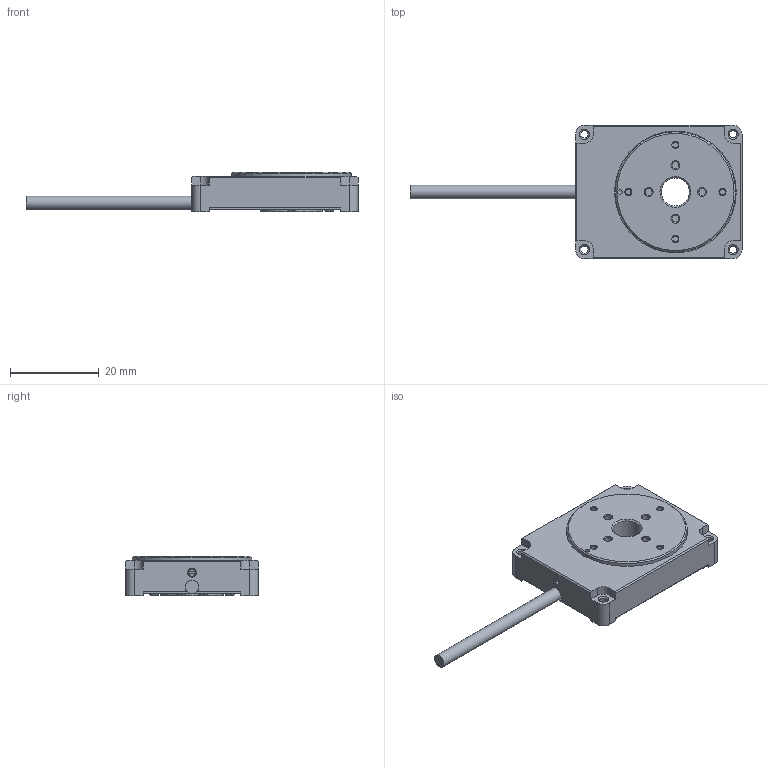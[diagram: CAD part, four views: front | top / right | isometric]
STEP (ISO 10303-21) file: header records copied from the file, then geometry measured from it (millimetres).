
FILE_DESCRIPTION(/* description */ (''),/* implementation_level */ '2;1');
FILE_NAME(/* name */ 'XRT-U-25_assy_A2.stp',/* time_stamp */ '2024-10-03T13:52:54+02:00',/* author */ (''),/* organization */ (''),/* preprocessor_version */ 'ST-DEVELOPER v16',/* originating_system */ 'SIEMENS PLM Software NX 10.0',/* authorisation */ '');
FILE_SCHEMA (('AUTOMOTIVE_DESIGN { 1 0 10303 214 3 1 1 1 }'));
Length unit declared in the file: millimetre
Products named in the file (7): cable_D3.0; SSME-BR-M2-3_214_step; CSPPN1P-SUS-M1_4-2_5_214_step; Bottom_plate_1001_025_004_A; Rotor_1001_025_002_A; Body_1001_025_003_A2; Assy_1001_025_000_A2
Assembly tree (12 placements, depth 2):
  Assy_1001_025_000_A2
    Body_1001_025_003_A2
    Rotor_1001_025_002_A
    Bottom_plate_1001_025_004_A
    CSPPN1P-SUS-M1_4-2_5_214_step  x7
    SSME-BR-M2-3_214_step
    cable_D3.0
Bounding box: 74.8 x 30 x 8.9 mm (x, y, z)
Volume: 8157.2 mm3; surface area: 7708.2 mm2
Topology: 12 solids, 12 shells, 370 faces, 937 edges, 601 vertices
Faces by surface type: plane 197, cylinder 70, cone 61, torus 42
Full cylindrical faces by diameter (mm): 1 x1, 1.25 x6, 1.5 x5, 1.6 x5, 1.675 x4, 3 x1, 6.35 x1, 10 x1, 10.7 x1, 14 x1, 14.2 x1, 27 x1, 27.4 x1
Entity records: 5540 total; most frequent: CARTESIAN_POINT 952, DIRECTION 949, ORIENTED_EDGE 808, EDGE_CURVE 404, AXIS2_PLACEMENT_3D 366, VERTEX_POINT 297, EDGE_LOOP 285, LINE 217
